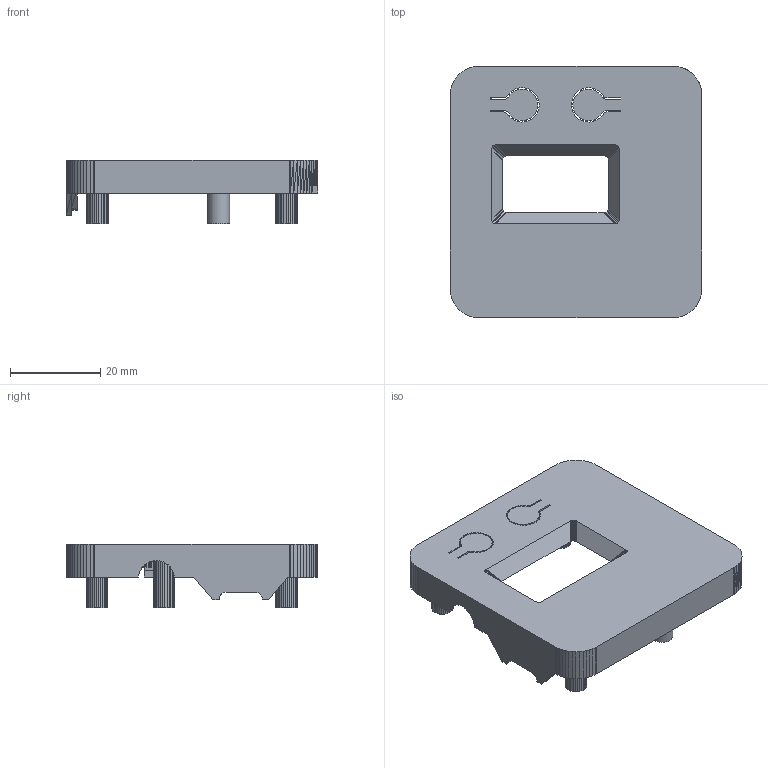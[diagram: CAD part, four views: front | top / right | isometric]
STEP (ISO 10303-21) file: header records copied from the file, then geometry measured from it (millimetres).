
FILE_DESCRIPTION(/* description */ (''),/* implementation_level */ '2;1');
FILE_NAME(/* name */ 'PocketPD_TOP_Anderson-XT60.step',/* time_stamp */ '2025-10-28T19:43:14-07:00',/* author */ (''),/* organization */ (''),/* preprocessor_version */ 'ST-DEVELOPER v20.1',/* originating_system */ 'Autodesk Translation Framework v14.17.0.0',/* authorisation */ '');
FILE_SCHEMA (('AUTOMOTIVE_DESIGN { 1 0 10303 214 3 1 1 }'));
Length unit declared in the file: millimetre
Products named in the file (1): 2025-10-28-21-08-43-314
Bounding box: 55.8 x 55.8 x 14.19 mm (x, y, z)
Volume: 7485 mm3; surface area: 9764.8 mm2
Topology: 1 solids, 1 shells, 1601 faces, 3642 edges, 2062 vertices
Faces by surface type: plane 1591, cylinder 10
Full cylindrical faces by diameter (mm): 1.8 x1, 4.8 x1
Entity records: 42551 total; most frequent: CARTESIAN_POINT 7315, ORIENTED_EDGE 7284, DIRECTION 6868, EDGE_CURVE 3642, LINE 3618, VECTOR 3618, VERTEX_POINT 2062, EDGE_LOOP 1630
